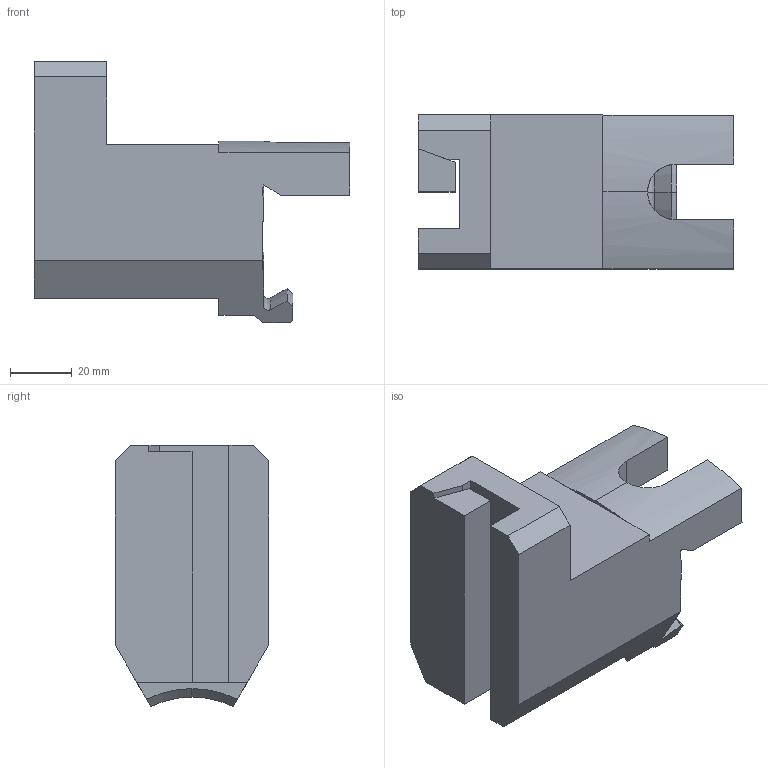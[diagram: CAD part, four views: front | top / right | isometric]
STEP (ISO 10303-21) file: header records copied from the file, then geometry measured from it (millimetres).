
FILE_DESCRIPTION(/* description */ (''),/* implementation_level */ '2;1');
FILE_NAME(/* name */ '10011196586nxv000_00_214.stp',/* time_stamp */ '2022-09-27T10:10:05+02:00',/* author */ (''),/* organization */ (''),/* preprocessor_version */ 'ST-DEVELOPER v16.7',/* originating_system */ 'SIEMENS PLM Software NX 12.0',/* authorisation */ '');
FILE_SCHEMA (('AUTOMOTIVE_DESIGN { 1 0 10303 214 3 1 1 1 }'));
Length unit declared in the file: millimetre
Products named in the file (1): 10011196586nxv000_00
Bounding box: 102.5 x 50 x 84.86 mm (x, y, z)
Volume: 212078.3 mm3; surface area: 30973.3 mm2
Topology: 1 solids, 1 shells, 67 faces, 184 edges, 119 vertices
Faces by surface type: plane 36, cylinder 15, cone 12, torus 4
Entity records: 2960 total; most frequent: CARTESIAN_POINT 1237, ORIENTED_EDGE 368, DIRECTION 344, EDGE_CURVE 184, VERTEX_POINT 119, AXIS2_PLACEMENT_3D 116, LINE 112, VECTOR 112
